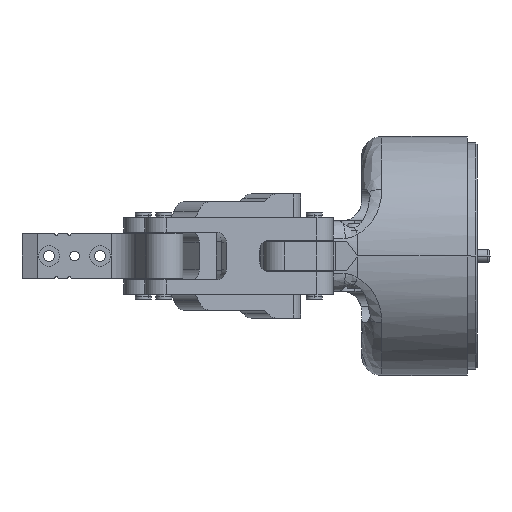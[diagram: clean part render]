
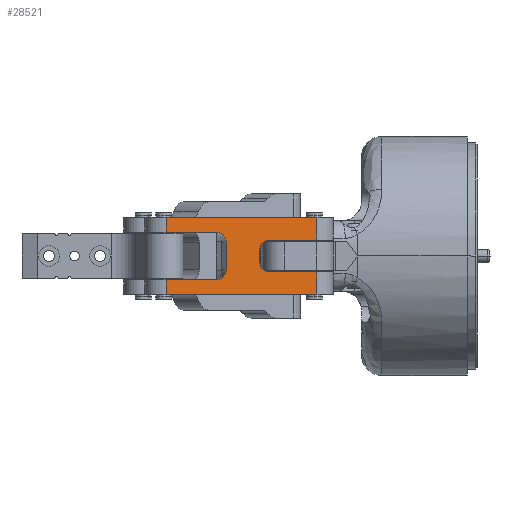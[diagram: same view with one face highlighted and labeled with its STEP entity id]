
A CAD part, left-side view. The second image highlights one B-rep face of the part: STEP entity #28521.
In plain terms, the highlighted face is planar.
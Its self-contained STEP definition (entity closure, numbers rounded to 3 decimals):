
#66 = CARTESIAN_POINT ( 'NONE',  ( -72.116, -8.522, 7.5 ) ) ;
#461 = CIRCLE ( 'NONE', #3298, 3.175 ) ;
#752 = EDGE_CURVE ( 'NONE', #34859, #41457, #33241, .T. ) ;
#1267 = DIRECTION ( 'NONE',  ( 0.129, -0.992, 0. ) ) ;
#1821 = VERTEX_POINT ( 'NONE', #7034 ) ;
#1847 = ORIENTED_EDGE ( 'NONE', *, *, #21039, .F. ) ;
#2136 = ORIENTED_EDGE ( 'NONE', *, *, #16567, .F. ) ;
#2204 = EDGE_CURVE ( 'NONE', #7154, #22576, #9083, .T. ) ;
#2344 = VERTEX_POINT ( 'NONE', #7276 ) ;
#2904 = CARTESIAN_POINT ( 'NONE',  ( -74.152, 7.172, -12. ) ) ;
#2911 = EDGE_CURVE ( 'NONE', #41457, #5753, #24451, .T. ) ;
#3033 = DIRECTION ( 'NONE',  ( -0.129, 0.992, 0. ) ) ;
#3138 = ORIENTED_EDGE ( 'NONE', *, *, #3699, .F. ) ;
#3260 = ORIENTED_EDGE ( 'NONE', *, *, #5328, .F. ) ;
#3266 = VERTEX_POINT ( 'NONE', #9225 ) ;
#3293 = EDGE_CURVE ( 'NONE', #9062, #20195, #41302, .T. ) ;
#3298 = AXIS2_PLACEMENT_3D ( 'NONE', #42364, #22742, #3033 ) ;
#3699 = EDGE_CURVE ( 'NONE', #2344, #34859, #17607, .T. ) ;
#4229 = CARTESIAN_POINT ( 'NONE',  ( -74.152, 7.172, -7.5 ) ) ;
#4814 = VECTOR ( 'NONE', #14511, 1000. ) ;
#4865 = CARTESIAN_POINT ( 'NONE',  ( -71.707, -11.67, -12. ) ) ;
#4866 = CARTESIAN_POINT ( 'NONE',  ( -69.945, -25.251, 1.825 ) ) ;
#4895 = CARTESIAN_POINT ( 'NONE',  ( -68.037, -39.953, 7.5 ) ) ;
#4907 = VECTOR ( 'NONE', #23352, 1000. ) ;
#5328 = EDGE_CURVE ( 'NONE', #42225, #35150, #27274, .T. ) ;
#5508 = DIRECTION ( 'NONE',  ( -0.129, 0.992, 0. ) ) ;
#5753 = VERTEX_POINT ( 'NONE', #18217 ) ;
#6373 = CARTESIAN_POINT ( 'NONE',  ( -68.037, -39.953, -5. ) ) ;
#6435 = CARTESIAN_POINT ( 'NONE',  ( -72.116, -8.522, 4.325 ) ) ;
#6805 = VERTEX_POINT ( 'NONE', #20228 ) ;
#6949 = CARTESIAN_POINT ( 'NONE',  ( -68.037, -39.953, -12. ) ) ;
#7034 = CARTESIAN_POINT ( 'NONE',  ( -68.037, -39.953, -12. ) ) ;
#7154 = VERTEX_POINT ( 'NONE', #12434 ) ;
#7276 = CARTESIAN_POINT ( 'NONE',  ( -70.354, -22.103, 1.825 ) ) ;
#7426 = ORIENTED_EDGE ( 'NONE', *, *, #17435, .F. ) ;
#7427 = VECTOR ( 'NONE', #22601, 1000. ) ;
#7563 = VECTOR ( 'NONE', #36767, 1000. ) ;
#7581 = CARTESIAN_POINT ( 'NONE',  ( -68.037, -39.953, -12. ) ) ;
#8185 = DIRECTION ( 'NONE',  ( -0.129, 0.992, 0. ) ) ;
#8687 = CARTESIAN_POINT ( 'NONE',  ( -68.037, -39.953, -12. ) ) ;
#9062 = VERTEX_POINT ( 'NONE', #35129 ) ;
#9083 = CIRCLE ( 'NONE', #9851, 3.175 ) ;
#9225 = CARTESIAN_POINT ( 'NONE',  ( -74.152, 7.172, 7.5 ) ) ;
#9598 = CARTESIAN_POINT ( 'NONE',  ( -74.152, 7.172, 12. ) ) ;
#9714 = LINE ( 'NONE', #24257, #10722 ) ;
#9738 = DIRECTION ( 'NONE',  ( 0.129, -0.992, 0. ) ) ;
#9851 = AXIS2_PLACEMENT_3D ( 'NONE', #6435, #29396, #9738 ) ;
#10546 = ORIENTED_EDGE ( 'NONE', *, *, #31834, .F. ) ;
#10722 = VECTOR ( 'NONE', #1267, 1000. ) ;
#10826 = ORIENTED_EDGE ( 'NONE', *, *, #2911, .F. ) ;
#10858 = DIRECTION ( 'NONE',  ( -0.129, 0.992, 0. ) ) ;
#10874 = CIRCLE ( 'NONE', #34080, 3.175 ) ;
#10971 = CARTESIAN_POINT ( 'NONE',  ( -68.037, -39.953, 5. ) ) ;
#11491 = LINE ( 'NONE', #33284, #19215 ) ;
#12218 = CARTESIAN_POINT ( 'NONE',  ( -69.945, -25.251, -1.825 ) ) ;
#12434 = CARTESIAN_POINT ( 'NONE',  ( -71.707, -11.67, 4.325 ) ) ;
#13408 = CARTESIAN_POINT ( 'NONE',  ( -68.037, -39.953, -12. ) ) ;
#13574 = ORIENTED_EDGE ( 'NONE', *, *, #33697, .F. ) ;
#13699 = VECTOR ( 'NONE', #29312, 1000. ) ;
#14089 = EDGE_CURVE ( 'NONE', #20195, #23797, #11491, .T. ) ;
#14511 = DIRECTION ( 'NONE',  ( -0.129, 0.992, 0. ) ) ;
#14773 = DIRECTION ( 'NONE',  ( 0., 0., 1. ) ) ;
#15502 = DIRECTION ( 'NONE',  ( 0.129, -0.992, 0. ) ) ;
#16256 = EDGE_CURVE ( 'NONE', #23797, #42585, #461, .T. ) ;
#16286 = LINE ( 'NONE', #13408, #7563 ) ;
#16567 = EDGE_CURVE ( 'NONE', #20008, #6805, #9714, .T. ) ;
#17387 = CARTESIAN_POINT ( 'NONE',  ( -71.707, -11.67, -4.325 ) ) ;
#17435 = EDGE_CURVE ( 'NONE', #5753, #1821, #16286, .T. ) ;
#17607 = LINE ( 'NONE', #31705, #24319 ) ;
#18217 = CARTESIAN_POINT ( 'NONE',  ( -68.037, -39.953, -5. ) ) ;
#18461 = CARTESIAN_POINT ( 'NONE',  ( -70.354, -22.103, -1.825 ) ) ;
#19215 = VECTOR ( 'NONE', #36546, 1000. ) ;
#19907 = CARTESIAN_POINT ( 'NONE',  ( -69.945, -25.251, 5. ) ) ;
#19959 = CARTESIAN_POINT ( 'NONE',  ( -69.945, -25.251, -5. ) ) ;
#20008 = VERTEX_POINT ( 'NONE', #9598 ) ;
#20195 = VERTEX_POINT ( 'NONE', #4229 ) ;
#20228 = CARTESIAN_POINT ( 'NONE',  ( -68.037, -39.953, 12. ) ) ;
#20573 = VECTOR ( 'NONE', #5508, 1000. ) ;
#21039 = EDGE_CURVE ( 'NONE', #3266, #20008, #31146, .T. ) ;
#21965 = DIRECTION ( 'NONE',  ( 0., 0., -1. ) ) ;
#22076 = LINE ( 'NONE', #8687, #31837 ) ;
#22172 = LINE ( 'NONE', #4865, #39615 ) ;
#22258 = EDGE_CURVE ( 'NONE', #6805, #42225, #38843, .T. ) ;
#22347 = LINE ( 'NONE', #4895, #4814 ) ;
#22576 = VERTEX_POINT ( 'NONE', #66 ) ;
#22601 = DIRECTION ( 'NONE',  ( 0., 0., 1. ) ) ;
#22742 = DIRECTION ( 'NONE',  ( -0.992, -0.129, 0. ) ) ;
#22772 = DIRECTION ( 'NONE',  ( 0.129, -0.992, 0. ) ) ;
#23352 = DIRECTION ( 'NONE',  ( 0., 0., -1. ) ) ;
#23797 = VERTEX_POINT ( 'NONE', #25109 ) ;
#24257 = CARTESIAN_POINT ( 'NONE',  ( -68.037, -39.953, 12. ) ) ;
#24319 = VECTOR ( 'NONE', #21965, 1000. ) ;
#24451 = LINE ( 'NONE', #6373, #31086 ) ;
#25109 = CARTESIAN_POINT ( 'NONE',  ( -72.116, -8.522, -7.5 ) ) ;
#25168 = AXIS2_PLACEMENT_3D ( 'NONE', #7581, #30533, #10858 ) ;
#25258 = EDGE_LOOP ( 'NONE', ( #27848, #36299, #26339, #37445, #25423, #13574, #7426, #10826, #32572, #3138, #10546, #3260, #31728, #2136, #1847, #33477 ) ) ;
#25359 = CARTESIAN_POINT ( 'NONE',  ( -68.037, -39.953, 5. ) ) ;
#25423 = ORIENTED_EDGE ( 'NONE', *, *, #3293, .F. ) ;
#26339 = ORIENTED_EDGE ( 'NONE', *, *, #16256, .F. ) ;
#27274 = LINE ( 'NONE', #25359, #20573 ) ;
#27848 = ORIENTED_EDGE ( 'NONE', *, *, #2204, .F. ) ;
#27882 = DIRECTION ( 'NONE',  ( -0.992, -0.129, 0. ) ) ;
#28521 = ADVANCED_FACE ( 'NONE', ( #38860 ), #33712, .F. ) ;
#29312 = DIRECTION ( 'NONE',  ( 0., 0., 1. ) ) ;
#29396 = DIRECTION ( 'NONE',  ( -0.992, -0.129, 0. ) ) ;
#30533 = DIRECTION ( 'NONE',  ( 0.992, 0.129, 0. ) ) ;
#31086 = VECTOR ( 'NONE', #22772, 1000. ) ;
#31146 = LINE ( 'NONE', #42368, #13699 ) ;
#31659 = DIRECTION ( 'NONE',  ( -0.129, 0.992, 0. ) ) ;
#31705 = CARTESIAN_POINT ( 'NONE',  ( -70.354, -22.103, -12. ) ) ;
#31728 = ORIENTED_EDGE ( 'NONE', *, *, #22258, .F. ) ;
#31834 = EDGE_CURVE ( 'NONE', #35150, #2344, #10874, .T. ) ;
#31837 = VECTOR ( 'NONE', #31659, 1000. ) ;
#32572 = ORIENTED_EDGE ( 'NONE', *, *, #752, .F. ) ;
#33241 = CIRCLE ( 'NONE', #35391, 3.175 ) ;
#33284 = CARTESIAN_POINT ( 'NONE',  ( -68.037, -39.953, -7.5 ) ) ;
#33477 = ORIENTED_EDGE ( 'NONE', *, *, #38152, .F. ) ;
#33697 = EDGE_CURVE ( 'NONE', #1821, #9062, #22076, .T. ) ;
#33712 = PLANE ( 'NONE',  #25168 ) ;
#34080 = AXIS2_PLACEMENT_3D ( 'NONE', #4866, #27882, #8185 ) ;
#34859 = VERTEX_POINT ( 'NONE', #18461 ) ;
#35129 = CARTESIAN_POINT ( 'NONE',  ( -74.152, 7.172, -12. ) ) ;
#35150 = VERTEX_POINT ( 'NONE', #19907 ) ;
#35219 = DIRECTION ( 'NONE',  ( -0.992, -0.129, 0. ) ) ;
#35391 = AXIS2_PLACEMENT_3D ( 'NONE', #12218, #35219, #15502 ) ;
#36299 = ORIENTED_EDGE ( 'NONE', *, *, #39763, .F. ) ;
#36546 = DIRECTION ( 'NONE',  ( 0.129, -0.992, 0. ) ) ;
#36767 = DIRECTION ( 'NONE',  ( 0., 0., -1. ) ) ;
#37445 = ORIENTED_EDGE ( 'NONE', *, *, #14089, .F. ) ;
#38152 = EDGE_CURVE ( 'NONE', #22576, #3266, #22347, .T. ) ;
#38843 = LINE ( 'NONE', #6949, #4907 ) ;
#38860 = FACE_OUTER_BOUND ( 'NONE', #25258, .T. ) ;
#39615 = VECTOR ( 'NONE', #14773, 1000. ) ;
#39763 = EDGE_CURVE ( 'NONE', #42585, #7154, #22172, .T. ) ;
#41302 = LINE ( 'NONE', #2904, #7427 ) ;
#41457 = VERTEX_POINT ( 'NONE', #19959 ) ;
#42225 = VERTEX_POINT ( 'NONE', #10971 ) ;
#42364 = CARTESIAN_POINT ( 'NONE',  ( -72.116, -8.522, -4.325 ) ) ;
#42368 = CARTESIAN_POINT ( 'NONE',  ( -74.152, 7.172, -12. ) ) ;
#42585 = VERTEX_POINT ( 'NONE', #17387 ) ;
